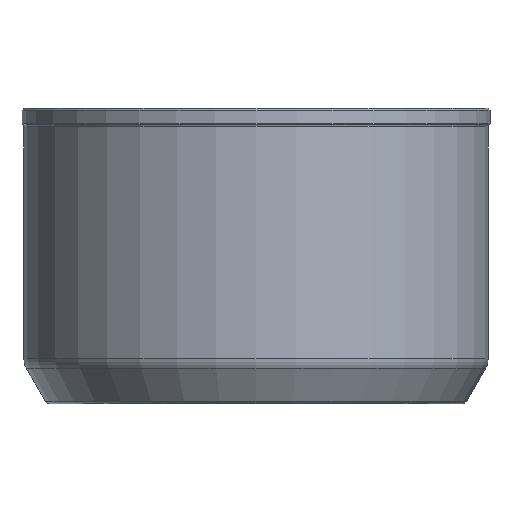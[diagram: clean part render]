
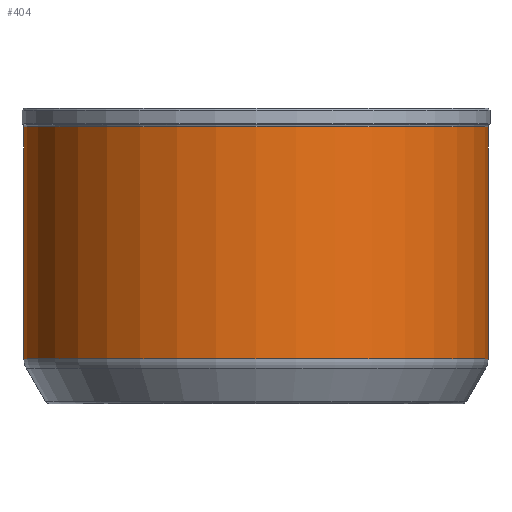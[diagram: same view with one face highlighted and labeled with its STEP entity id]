
A CAD part, front view. The second image highlights one B-rep face of the part: STEP entity #404.
In plain terms, the highlighted cylindrical face has radius 25 mm (diameter 50 mm), a full revolution.
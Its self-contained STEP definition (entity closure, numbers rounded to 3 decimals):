
#21=CYLINDRICAL_SURFACE('',#443,25.);
#55=ORIENTED_EDGE('',*,*,#95,.T.);
#56=ORIENTED_EDGE('',*,*,#94,.F.);
#94=EDGE_CURVE('',#116,#116,#138,.T.);
#95=EDGE_CURVE('',#117,#117,#139,.F.);
#116=VERTEX_POINT('',#589);
#117=VERTEX_POINT('',#592);
#138=CIRCLE('',#442,25.);
#139=CIRCLE('',#444,25.);
#165=EDGE_LOOP('',(#55));
#166=EDGE_LOOP('',(#56));
#209=FACE_BOUND('',#165,.T.);
#210=FACE_BOUND('',#166,.T.);
#404=ADVANCED_FACE('',(#209,#210),#21,.T.);
#442=AXIS2_PLACEMENT_3D('',#588,#507,#508);
#443=AXIS2_PLACEMENT_3D('',#590,#509,#510);
#444=AXIS2_PLACEMENT_3D('',#591,#511,#512);
#507=DIRECTION('',(0.,0.,1.));
#508=DIRECTION('',(1.,0.,0.));
#509=DIRECTION('',(0.,0.,1.));
#510=DIRECTION('',(1.,0.,0.));
#511=DIRECTION('',(0.,0.,-1.));
#512=DIRECTION('',(-1.,0.,0.));
#588=CARTESIAN_POINT('',(0.,0.,29.8));
#589=CARTESIAN_POINT('',(25.,0.,29.8));
#590=CARTESIAN_POINT('',(0.,0.,31.8));
#591=CARTESIAN_POINT('',(0.,0.,4.836));
#592=CARTESIAN_POINT('',(-25.,0.,4.836));
